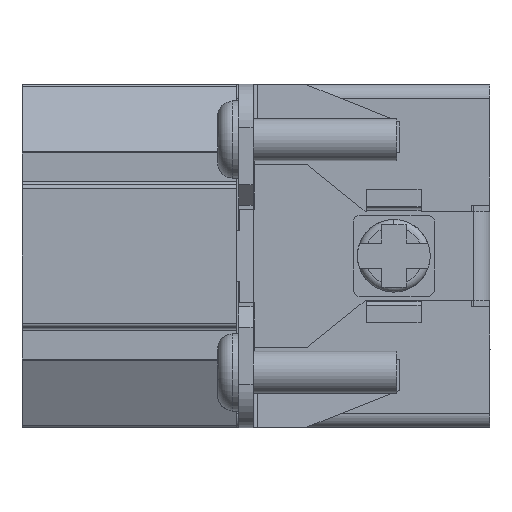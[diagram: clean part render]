
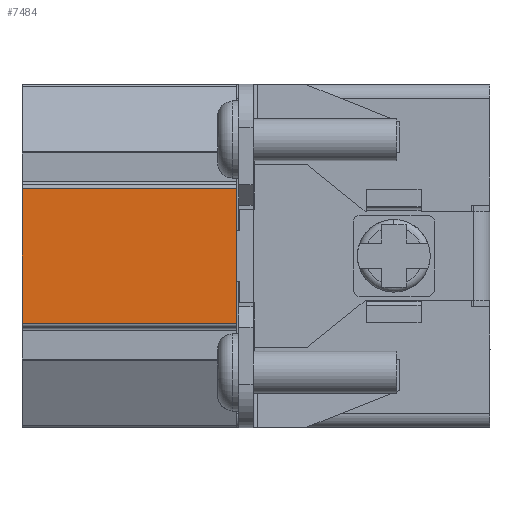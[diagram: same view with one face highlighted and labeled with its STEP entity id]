
A CAD part, left-side view. The second image highlights one B-rep face of the part: STEP entity #7484.
In plain terms, the highlighted planar face has unit normal (-1, 0, 0).
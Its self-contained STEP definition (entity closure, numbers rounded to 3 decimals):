
#217 = DIRECTION ( 'NONE',  ( 0., 0., -1. ) ) ;
#914 = CARTESIAN_POINT ( 'NONE',  ( -56., 14.75, 4.64 ) ) ;
#1193 = ORIENTED_EDGE ( 'NONE', *, *, #19931, .F. ) ;
#1535 = CARTESIAN_POINT ( 'NONE',  ( -56., 14.75, 4.64 ) ) ;
#3198 = CARTESIAN_POINT ( 'NONE',  ( -56., 14.75, -4.64 ) ) ;
#3275 = CARTESIAN_POINT ( 'NONE',  ( -56., 14.75, -4.89 ) ) ;
#4360 = DIRECTION ( 'NONE',  ( 0., 0., 1. ) ) ;
#5321 = ORIENTED_EDGE ( 'NONE', *, *, #15367, .T. ) ;
#5453 = VERTEX_POINT ( 'NONE', #3198 ) ;
#6226 = VERTEX_POINT ( 'NONE', #1535 ) ;
#6406 = AXIS2_PLACEMENT_3D ( 'NONE', #3275, #9523, #217 ) ;
#7075 = VECTOR ( 'NONE', #18080, 1000. ) ;
#7226 = FACE_OUTER_BOUND ( 'NONE', #8908, .T. ) ;
#7484 = ADVANCED_FACE ( 'NONE', ( #7226 ), #7959, .F. ) ;
#7959 = PLANE ( 'NONE',  #6406 ) ;
#8411 = DIRECTION ( 'NONE',  ( 0., -1., 0. ) ) ;
#8908 = EDGE_LOOP ( 'NONE', ( #1193, #13771, #19155, #5321 ) ) ;
#9120 = LINE ( 'NONE', #16375, #17444 ) ;
#9523 = DIRECTION ( 'NONE',  ( 1., 0., 0. ) ) ;
#9541 = EDGE_CURVE ( 'NONE', #17188, #15330, #18566, .T. ) ;
#10282 = VECTOR ( 'NONE', #8411, 1000. ) ;
#10524 = CARTESIAN_POINT ( 'NONE',  ( -56., 0., -4.89 ) ) ;
#11199 = LINE ( 'NONE', #914, #7075 ) ;
#11577 = CARTESIAN_POINT ( 'NONE',  ( -56., 14.75, -4.64 ) ) ;
#11636 = EDGE_CURVE ( 'NONE', #5453, #17188, #13960, .T. ) ;
#12406 = CARTESIAN_POINT ( 'NONE',  ( -56., 0., -4.64 ) ) ;
#13142 = DIRECTION ( 'NONE',  ( 0., 0., 1. ) ) ;
#13260 = CARTESIAN_POINT ( 'NONE',  ( -56., 0., 4.64 ) ) ;
#13771 = ORIENTED_EDGE ( 'NONE', *, *, #11636, .T. ) ;
#13960 = LINE ( 'NONE', #11577, #10282 ) ;
#14388 = VECTOR ( 'NONE', #4360, 1000. ) ;
#15330 = VERTEX_POINT ( 'NONE', #13260 ) ;
#15367 = EDGE_CURVE ( 'NONE', #15330, #6226, #11199, .T. ) ;
#16375 = CARTESIAN_POINT ( 'NONE',  ( -56., 14.75, -4.89 ) ) ;
#17188 = VERTEX_POINT ( 'NONE', #12406 ) ;
#17444 = VECTOR ( 'NONE', #13142, 1000. ) ;
#18080 = DIRECTION ( 'NONE',  ( 0., 1., 0. ) ) ;
#18566 = LINE ( 'NONE', #10524, #14388 ) ;
#19155 = ORIENTED_EDGE ( 'NONE', *, *, #9541, .T. ) ;
#19931 = EDGE_CURVE ( 'NONE', #5453, #6226, #9120, .T. ) ;
